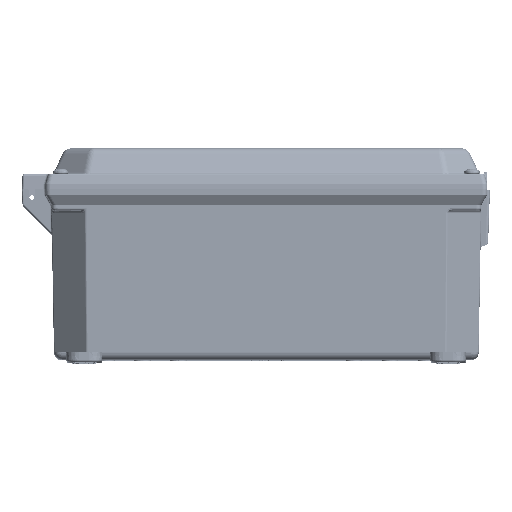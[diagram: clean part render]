
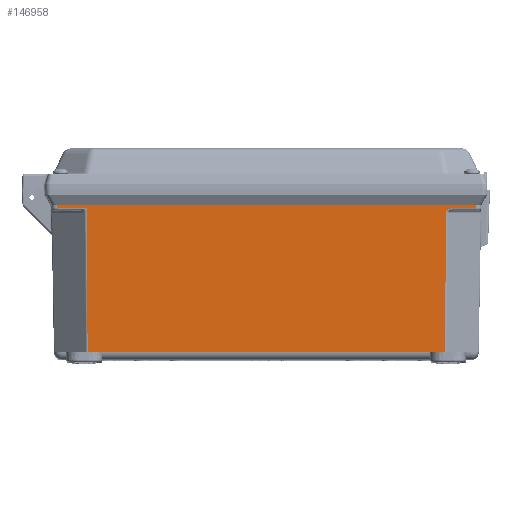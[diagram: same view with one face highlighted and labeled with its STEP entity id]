
A CAD part, top view. The second image highlights one B-rep face of the part: STEP entity #146958.
In plain terms, the highlighted planar face has unit normal (0, -0.018, 1).
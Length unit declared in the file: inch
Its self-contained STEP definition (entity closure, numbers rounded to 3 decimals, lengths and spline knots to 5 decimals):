
#282 = VECTOR ( 'NONE', #190136, 39.37008 ) ;
#3185 = EDGE_CURVE ( 'NONE', #122297, #204697, #154562, .T. ) ;
#7132 = CARTESIAN_POINT ( 'NONE',  ( -4.3823, -0.45208, 6.09995 ) ) ;
#17601 = CARTESIAN_POINT ( 'NONE',  ( -5.08343, -0.54019, 6.09841 ) ) ;
#18243 = CARTESIAN_POINT ( 'NONE',  ( 5.08497, -0.45208, 6.09995 ) ) ;
#19020 = DIRECTION ( 'NONE',  ( 0.017, -1., -0.017 ) ) ;
#19243 = VECTOR ( 'NONE', #82403, 39.37008 ) ;
#21816 = DIRECTION ( 'NONE',  ( 0.007, -1., -0.017 ) ) ;
#22232 = VECTOR ( 'NONE', #55520, 39.37008 ) ;
#22954 = VERTEX_POINT ( 'NONE', #103682 ) ;
#24059 = ORIENTED_EDGE ( 'NONE', *, *, #109672, .T. ) ;
#25691 = CARTESIAN_POINT ( 'NONE',  ( 5.08391, -0.45208, 6.09995 ) ) ;
#27453 = CARTESIAN_POINT ( 'NONE',  ( 4.3833, -0.375, 6.1013 ) ) ;
#28355 = CARTESIAN_POINT ( 'NONE',  ( 4.42808, -0.45208, 6.09995 ) ) ;
#31870 = ORIENTED_EDGE ( 'NONE', *, *, #165147, .T. ) ;
#37156 = VERTEX_POINT ( 'NONE', #51223 ) ;
#39142 = ORIENTED_EDGE ( 'NONE', *, *, #69776, .T. ) ;
#44644 = ORIENTED_EDGE ( 'NONE', *, *, #208922, .T. ) ;
#49098 = CARTESIAN_POINT ( 'NONE',  ( 5.08632, -0.375, 6.1013 ) ) ;
#51223 = CARTESIAN_POINT ( 'NONE',  ( 4.52939, -0.45208, 6.09995 ) ) ;
#55520 = DIRECTION ( 'NONE',  ( 0.017, 1., 0.017 ) ) ;
#57583 = EDGE_CURVE ( 'NONE', #116197, #122297, #170512, .T. ) ;
#57617 = VERTEX_POINT ( 'NONE', #110119 ) ;
#58386 = EDGE_CURVE ( 'NONE', #37156, #198246, #164067, .T. ) ;
#60583 = PLANE ( 'NONE',  #199222 ) ;
#61505 = CARTESIAN_POINT ( 'NONE',  ( 4.3567, -0.50229, 6.09908 ) ) ;
#62563 = ORIENTED_EDGE ( 'NONE', *, *, #57583, .T. ) ;
#69776 = EDGE_CURVE ( 'NONE', #156111, #173477, #76389, .T. ) ;
#69857 = CARTESIAN_POINT ( 'NONE',  ( 5.0861, -0.38726, 6.10108 ) ) ;
#71928 = VECTOR ( 'NONE', #21816, 39.37008 ) ;
#74245 = VECTOR ( 'NONE', #77179, 39.37008 ) ;
#76389 = LINE ( 'NONE', #69857, #22232 ) ;
#76952 = CARTESIAN_POINT ( 'NONE',  ( 4.3833, -3.937, 6.03912 ) ) ;
#77132 = DIRECTION ( 'NONE',  ( 0., -1., -0.017 ) ) ;
#77179 = DIRECTION ( 'NONE',  ( 0.007, 1., 0.017 ) ) ;
#77662 = DIRECTION ( 'NONE',  ( 1., 0., 0. ) ) ;
#77834 = LINE ( 'NONE', #25691, #204219 ) ;
#81360 = EDGE_CURVE ( 'NONE', #204697, #22954, #202004, .T. ) ;
#82403 = DIRECTION ( 'NONE',  ( -1., 0., 0. ) ) ;
#94778 = EDGE_LOOP ( 'NONE', ( #121241, #44644, #39142, #195868, #31870, #62563, #196398, #120275, #24059 ) ) ;
#101704 = LINE ( 'NONE', #181146, #19243 ) ;
#103682 = CARTESIAN_POINT ( 'NONE',  ( 4.33187, -3.937, 6.03912 ) ) ;
#109619 = CARTESIAN_POINT ( 'NONE',  ( 4.35762, -0.37481, 6.1013 ) ) ;
#109672 = EDGE_CURVE ( 'NONE', #22954, #198246, #118017, .T. ) ;
#110119 = CARTESIAN_POINT ( 'NONE',  ( -5.08632, -0.375, 6.1013 ) ) ;
#114298 = VECTOR ( 'NONE', #77662, 39.37008 ) ;
#114588 = CARTESIAN_POINT ( 'NONE',  ( -5.08497, -0.45208, 6.09995 ) ) ;
#114647 = CARTESIAN_POINT ( 'NONE',  ( -4.33187, -3.937, 6.03912 ) ) ;
#115606 = CARTESIAN_POINT ( 'NONE',  ( -4.35706, -0.45208, 6.09995 ) ) ;
#116197 = VERTEX_POINT ( 'NONE', #114588 ) ;
#118017 = LINE ( 'NONE', #109619, #74245 ) ;
#120275 = ORIENTED_EDGE ( 'NONE', *, *, #81360, .T. ) ;
#120481 = CARTESIAN_POINT ( 'NONE',  ( -4.35716, -0.43818, 6.10019 ) ) ;
#121241 = ORIENTED_EDGE ( 'NONE', *, *, #58386, .F. ) ;
#122297 = VERTEX_POINT ( 'NONE', #115606 ) ;
#124351 = DIRECTION ( 'NONE',  ( 1., 0., 0. ) ) ;
#143675 = CARTESIAN_POINT ( 'NONE',  ( 4.52939, -0.45208, 6.09995 ) ) ;
#146958 = ADVANCED_FACE ( 'NONE', ( #204001 ), #60583, .T. ) ;
#154562 = LINE ( 'NONE', #120481, #71928 ) ;
#156051 = EDGE_CURVE ( 'NONE', #173477, #57617, #101704, .T. ) ;
#156111 = VERTEX_POINT ( 'NONE', #18243 ) ;
#164067 =( BOUNDED_CURVE ( )  B_SPLINE_CURVE ( 3, ( #143675, #28355, #61505, #176753 ),
 .UNSPECIFIED., .F., .F. ) 
 B_SPLINE_CURVE_WITH_KNOTS ( ( 4, 4 ),
 ( 1.59548, 3.14882 ),
 .UNSPECIFIED. ) 
 CURVE ( )  GEOMETRIC_REPRESENTATION_ITEM ( )  RATIONAL_B_SPLINE_CURVE ( ( 1., 0.809, 0.809, 1. ) ) 
 REPRESENTATION_ITEM ( '' )  );
#164704 = VECTOR ( 'NONE', #19020, 39.37008 ) ;
#165147 = EDGE_CURVE ( 'NONE', #57617, #116197, #208505, .T. ) ;
#170512 = LINE ( 'NONE', #7132, #282 ) ;
#173477 = VERTEX_POINT ( 'NONE', #49098 ) ;
#175865 = DIRECTION ( 'NONE',  ( 0., -0.017, 1. ) ) ;
#176753 = CARTESIAN_POINT ( 'NONE',  ( 4.35618, -0.57392, 6.09783 ) ) ;
#181146 = CARTESIAN_POINT ( 'NONE',  ( 5.35563, -0.375, 6.1013 ) ) ;
#190136 = DIRECTION ( 'NONE',  ( 1., 0., 0. ) ) ;
#195868 = ORIENTED_EDGE ( 'NONE', *, *, #156051, .T. ) ;
#196398 = ORIENTED_EDGE ( 'NONE', *, *, #3185, .T. ) ;
#198246 = VERTEX_POINT ( 'NONE', #205953 ) ;
#199222 = AXIS2_PLACEMENT_3D ( 'NONE', #27453, #175865, #77132 ) ;
#202004 = LINE ( 'NONE', #76952, #114298 ) ;
#204001 = FACE_OUTER_BOUND ( 'NONE', #94778, .T. ) ;
#204219 = VECTOR ( 'NONE', #124351, 39.37008 ) ;
#204697 = VERTEX_POINT ( 'NONE', #114647 ) ;
#205953 = CARTESIAN_POINT ( 'NONE',  ( 4.35618, -0.57392, 6.09783 ) ) ;
#208505 = LINE ( 'NONE', #17601, #164704 ) ;
#208922 = EDGE_CURVE ( 'NONE', #37156, #156111, #77834, .T. ) ;
